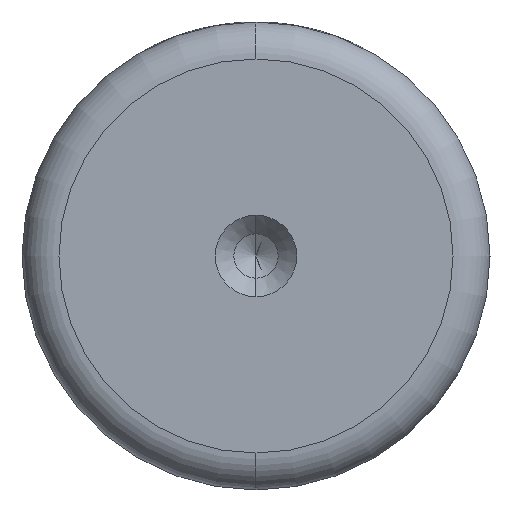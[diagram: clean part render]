
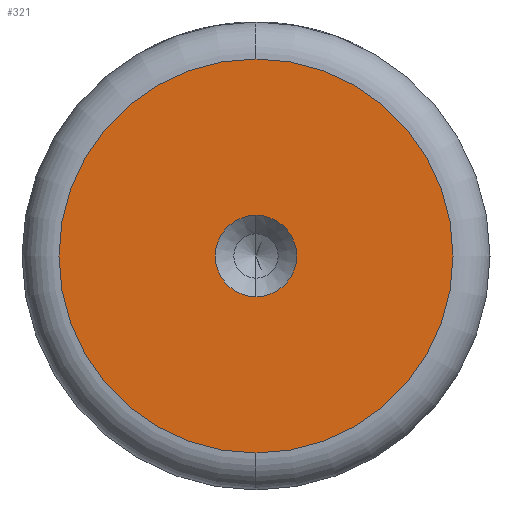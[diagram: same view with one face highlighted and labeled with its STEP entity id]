
A CAD part, left-side view. The second image highlights one B-rep face of the part: STEP entity #321.
In plain terms, the highlighted planar face has unit normal (-1, 0, 0).
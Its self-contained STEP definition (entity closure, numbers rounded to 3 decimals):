
#24 = DIRECTION ( 'NONE',  ( 0., 0., 1. ) ) ;
#28 = CARTESIAN_POINT ( 'NONE',  ( 0., 0., 0. ) ) ;
#53 = CIRCLE ( 'NONE', #913, 3.3 ) ;
#86 = VERTEX_POINT ( 'NONE', #1409 ) ;
#149 = DIRECTION ( 'NONE',  ( 0., 0., 1. ) ) ;
#163 = CIRCLE ( 'NONE', #1408, 3.3 ) ;
#235 = DIRECTION ( 'NONE',  ( -1., 0., 0. ) ) ;
#321 = ADVANCED_FACE ( 'NONE', ( #1127, #1101 ), #1349, .T. ) ;
#351 = DIRECTION ( 'NONE',  ( -1., 0., 0. ) ) ;
#378 = ORIENTED_EDGE ( 'NONE', *, *, #1316, .F. ) ;
#398 = CARTESIAN_POINT ( 'NONE',  ( 0., 0., -3.3 ) ) ;
#400 = CARTESIAN_POINT ( 'NONE',  ( 0., 0., 0. ) ) ;
#401 = ORIENTED_EDGE ( 'NONE', *, *, #1129, .T. ) ;
#423 = VERTEX_POINT ( 'NONE', #398 ) ;
#463 = CIRCLE ( 'NONE', #487, 16. ) ;
#487 = AXIS2_PLACEMENT_3D ( 'NONE', #400, #1152, #514 ) ;
#499 = CARTESIAN_POINT ( 'NONE',  ( 0., 0., 0. ) ) ;
#514 = DIRECTION ( 'NONE',  ( 0., 0., 1. ) ) ;
#524 = EDGE_LOOP ( 'NONE', ( #1039, #378 ) ) ;
#540 = DIRECTION ( 'NONE',  ( -1., 0., 0. ) ) ;
#643 = CARTESIAN_POINT ( 'NONE',  ( 0., 0., 3.3 ) ) ;
#783 = EDGE_CURVE ( 'NONE', #1330, #423, #53, .T. ) ;
#820 = DIRECTION ( 'NONE',  ( -1., 0., 0. ) ) ;
#888 = CIRCLE ( 'NONE', #981, 16. ) ;
#913 = AXIS2_PLACEMENT_3D ( 'NONE', #991, #351, #1100 ) ;
#963 = VERTEX_POINT ( 'NONE', #1326 ) ;
#981 = AXIS2_PLACEMENT_3D ( 'NONE', #28, #820, #149 ) ;
#982 = EDGE_LOOP ( 'NONE', ( #401, #1205 ) ) ;
#991 = CARTESIAN_POINT ( 'NONE',  ( 0., 0., 0. ) ) ;
#998 = EDGE_CURVE ( 'NONE', #86, #963, #463, .T. ) ;
#1039 = ORIENTED_EDGE ( 'NONE', *, *, #783, .F. ) ;
#1089 = AXIS2_PLACEMENT_3D ( 'NONE', #499, #235, #24 ) ;
#1100 = DIRECTION ( 'NONE',  ( 0., 0., 1. ) ) ;
#1101 = FACE_OUTER_BOUND ( 'NONE', #982, .T. ) ;
#1127 = FACE_BOUND ( 'NONE', #524, .T. ) ;
#1129 = EDGE_CURVE ( 'NONE', #963, #86, #888, .T. ) ;
#1152 = DIRECTION ( 'NONE',  ( -1., 0., 0. ) ) ;
#1185 = CARTESIAN_POINT ( 'NONE',  ( 0., 0., 0. ) ) ;
#1205 = ORIENTED_EDGE ( 'NONE', *, *, #998, .T. ) ;
#1288 = DIRECTION ( 'NONE',  ( 0., 0., 1. ) ) ;
#1316 = EDGE_CURVE ( 'NONE', #423, #1330, #163, .T. ) ;
#1326 = CARTESIAN_POINT ( 'NONE',  ( 0., 0., 16. ) ) ;
#1330 = VERTEX_POINT ( 'NONE', #643 ) ;
#1349 = PLANE ( 'NONE',  #1089 ) ;
#1408 = AXIS2_PLACEMENT_3D ( 'NONE', #1185, #540, #1288 ) ;
#1409 = CARTESIAN_POINT ( 'NONE',  ( 0., 0., -16. ) ) ;
